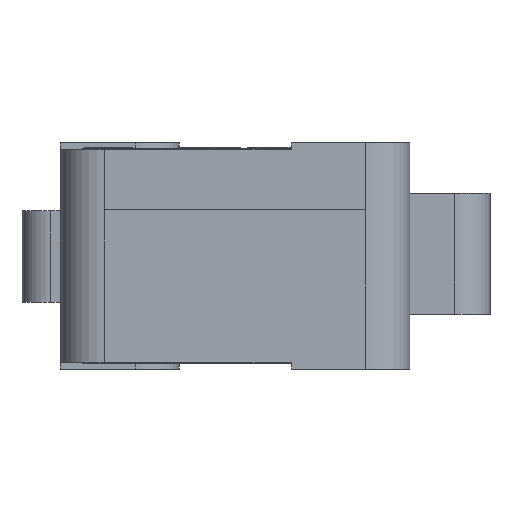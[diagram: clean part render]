
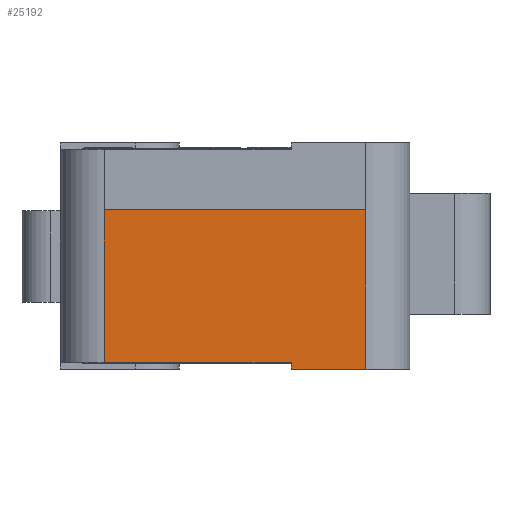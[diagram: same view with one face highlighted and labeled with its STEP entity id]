
A CAD part, left-side view. The second image highlights one B-rep face of the part: STEP entity #25192.
In plain terms, the highlighted planar face has unit normal (-1, 0, 0).
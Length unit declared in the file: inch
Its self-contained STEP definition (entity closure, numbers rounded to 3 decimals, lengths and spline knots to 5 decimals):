
#15509=CARTESIAN_POINT('',(-1.1378,0.25295,0.28543));
#15510=VERTEX_POINT('',#15509);
#15535=CARTESIAN_POINT('',(-1.1378,0.25295,0.01181));
#15536=VERTEX_POINT('',#15535);
#15544=CARTESIAN_POINT('',(-1.1378,0.25295,0.01181));
#15545=DIRECTION('',(0.0,0.0,1.0));
#15546=VECTOR('',#15545,0.27362);
#15547=LINE('',#15544,#15546);
#15548=EDGE_CURVE('',#15536,#15510,#15547,.T.);
#15587=CARTESIAN_POINT('',(-1.1378,-0.21555,0.28543));
#15588=VERTEX_POINT('',#15587);
#15589=CARTESIAN_POINT('',(-1.1378,-0.21555,0.28543));
#15590=DIRECTION('',(0.0,1.0,0.0));
#15591=VECTOR('',#15590,0.4685);
#15592=LINE('',#15589,#15591);
#15593=EDGE_CURVE('',#15588,#15510,#15592,.T.);
#15671=CARTESIAN_POINT('',(-1.1378,-0.21555,0.0));
#15672=VERTEX_POINT('',#15671);
#15673=CARTESIAN_POINT('',(-1.1378,-0.21555,0.0));
#15674=DIRECTION('',(0.0,0.0,1.0));
#15675=VECTOR('',#15674,0.28543);
#15676=LINE('',#15673,#15675);
#15677=EDGE_CURVE('',#15672,#15588,#15676,.T.);
#24816=CARTESIAN_POINT('',(-1.1378,-0.08169,0.01181));
#24817=VERTEX_POINT('',#24816);
#24825=CARTESIAN_POINT('',(-1.1378,-0.08169,0.0));
#24826=VERTEX_POINT('',#24825);
#24833=CARTESIAN_POINT('',(-1.1378,-0.08169,0.01181));
#24834=DIRECTION('',(0.0,0.0,-1.0));
#24835=VECTOR('',#24834,0.01181);
#24836=LINE('',#24833,#24835);
#24837=EDGE_CURVE('',#24817,#24826,#24836,.T.);
#24873=CARTESIAN_POINT('',(-1.1378,0.25295,0.01181));
#24874=DIRECTION('',(0.0,-1.0,0.0));
#24875=VECTOR('',#24874,0.33465);
#24876=LINE('',#24873,#24875);
#24877=EDGE_CURVE('',#15536,#24817,#24876,.T.);
#24924=CARTESIAN_POINT('',(-1.1378,-0.21555,0.0));
#24925=DIRECTION('',(0.0,1.0,0.0));
#24926=VECTOR('',#24925,0.13386);
#24927=LINE('',#24924,#24926);
#24928=EDGE_CURVE('',#15672,#24826,#24927,.T.);
#25179=CARTESIAN_POINT('',(-1.1378,-0.23898,-0.01427));
#25180=DIRECTION('',(-1.0,0.0,0.0));
#25181=DIRECTION('',(0.0,0.0,1.0));
#25182=AXIS2_PLACEMENT_3D('',#25179,#25180,#25181);
#25183=PLANE('',#25182);
#25184=ORIENTED_EDGE('',*,*,#15593,.T.);
#25185=ORIENTED_EDGE('',*,*,#15548,.F.);
#25186=ORIENTED_EDGE('',*,*,#24877,.T.);
#25187=ORIENTED_EDGE('',*,*,#24837,.T.);
#25188=ORIENTED_EDGE('',*,*,#24928,.F.);
#25189=ORIENTED_EDGE('',*,*,#15677,.T.);
#25190=EDGE_LOOP('',(#25184,#25185,#25186,#25187,#25188,#25189));
#25191=FACE_OUTER_BOUND('',#25190,.T.);
#25192=ADVANCED_FACE('',(#25191),#25183,.T.);
